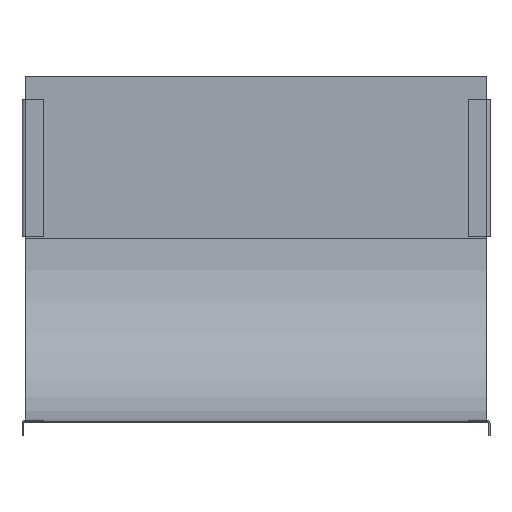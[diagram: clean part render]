
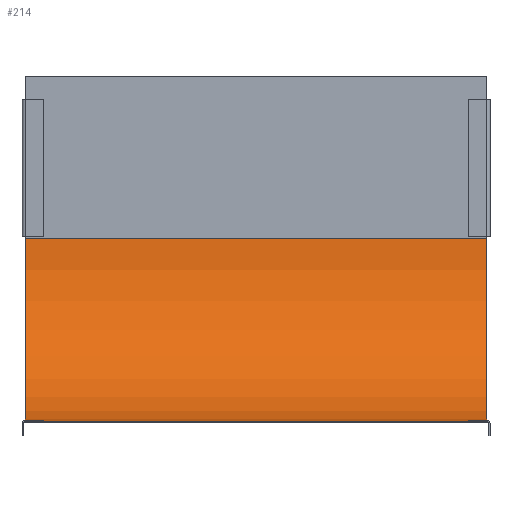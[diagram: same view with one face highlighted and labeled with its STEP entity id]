
A CAD part, front view. The second image highlights one B-rep face of the part: STEP entity #214.
In plain terms, the highlighted cylindrical face has radius 119.25 mm (diameter 238.5 mm), a partial arc.
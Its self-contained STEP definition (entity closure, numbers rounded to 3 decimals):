
#27=CARTESIAN_POINT('',(300.,90.,119.25));
#28=DIRECTION('',(-1.,0.,0.));
#29=DIRECTION('',(0.,1.,0.));
#30=AXIS2_PLACEMENT_3D('',#27,#28,#29);
#36=DIRECTION('',(1.,0.,0.));
#37=VECTOR('',#36,300.);
#38=CARTESIAN_POINT('',(0.,90.,0.));
#39=LINE('',#38,#37);
#40=DIRECTION('',(-1.,0.,0.));
#41=VECTOR('',#40,300.);
#42=CARTESIAN_POINT('',(300.,209.25,119.25));
#43=LINE('',#42,#41);
#65=CARTESIAN_POINT('',(0.,90.,119.25));
#66=DIRECTION('',(1.,0.,0.));
#67=DIRECTION('',(0.,0.,-1.));
#68=AXIS2_PLACEMENT_3D('',#65,#66,#67);
#103=CARTESIAN_POINT('',(0.,90.,0.));
#105=VERTEX_POINT('',#103);
#106=CARTESIAN_POINT('',(0.,209.25,119.25));
#107=VERTEX_POINT('',#106);
#118=CARTESIAN_POINT('',(300.,90.,0.));
#120=VERTEX_POINT('',#118);
#122=CARTESIAN_POINT('',(300.,209.25,119.25));
#123=VERTEX_POINT('',#122);
#202=CARTESIAN_POINT('',(0.,90.,119.25));
#203=DIRECTION('',(-1.,0.,0.));
#204=DIRECTION('',(0.,1.,0.));
#205=AXIS2_PLACEMENT_3D('',#202,#203,#204);
#206=CYLINDRICAL_SURFACE('',#205,119.25);
#207=ORIENTED_EDGE('',*,*,#143,.F.);
#209=ORIENTED_EDGE('',*,*,#208,.T.);
#210=ORIENTED_EDGE('',*,*,#192,.F.);
#211=ORIENTED_EDGE('',*,*,#182,.T.);
#212=EDGE_LOOP('',(#207,#209,#210,#211));
#213=FACE_OUTER_BOUND('',#212,.F.);
#214=ADVANCED_FACE('',(#213),#206,.F.);
#31=CIRCLE('',#30,119.25);
#69=CIRCLE('',#68,119.25);
#143=EDGE_CURVE('',#105,#120,#39,.T.);
#182=EDGE_CURVE('',#123,#120,#31,.T.);
#192=EDGE_CURVE('',#123,#107,#43,.T.);
#208=EDGE_CURVE('',#105,#107,#69,.T.);
